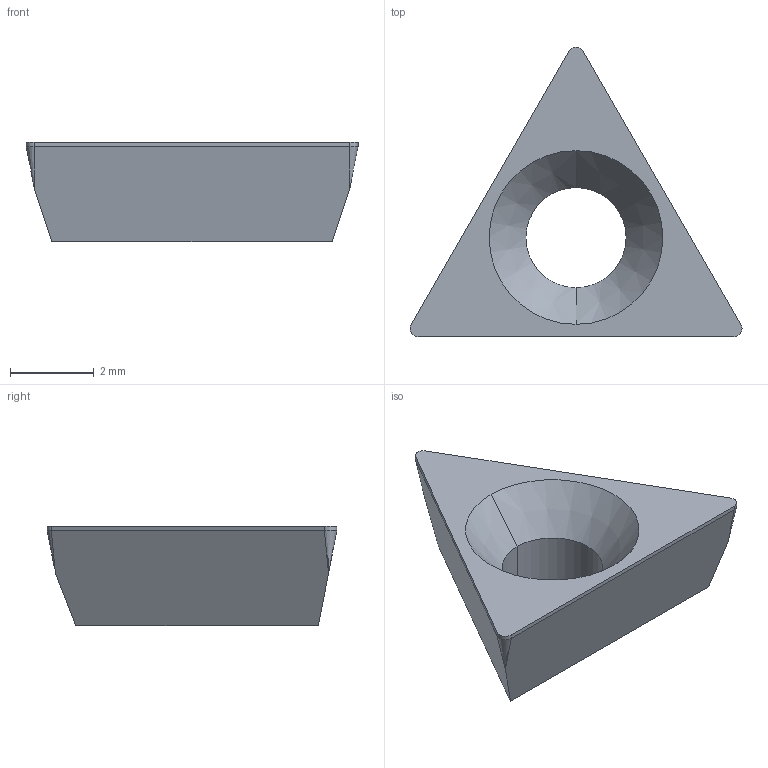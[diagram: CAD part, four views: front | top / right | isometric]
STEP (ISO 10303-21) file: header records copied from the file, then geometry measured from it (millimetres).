
FILE_DESCRIPTION((''),'2;1');
FILE_NAME('TPGB080202','2025-01-22T09:35:54',('tlyae0012'),('PTC Japan'),'CREO PARAMETRIC BY PTC INC, 2021424','CREO PARAMETRIC BY PTC INC, 2021424','');
FILE_SCHEMA(('AUTOMOTIVE_DESIGN { 1 0 10303 214 1 1 1 1 }'));
Length unit declared in the file: millimetre
Products named in the file (1): TPGB080202
Bounding box: 7.95 x 6.94 x 2.38 mm (x, y, z)
Volume: 43 mm3; surface area: 108.9 mm2
Topology: 1 solids, 1 shells, 18 faces, 49 edges, 30 vertices
Faces by surface type: plane 8, cylinder 5, cone 5
Entity records: 771 total; most frequent: DIRECTION 103, CARTESIAN_POINT 93, ORIENTED_EDGE 80, PRESENTATION_STYLE_ASSIGNMENT 49, STYLED_ITEM 49, CURVE_STYLE 48, EDGE_CURVE 40, AXIS2_PLACEMENT_3D 36
